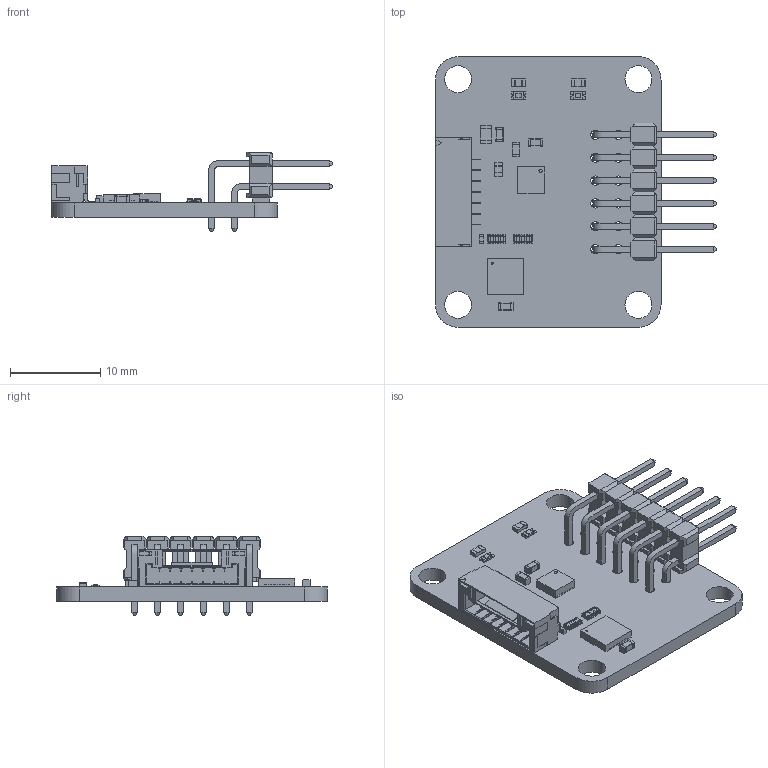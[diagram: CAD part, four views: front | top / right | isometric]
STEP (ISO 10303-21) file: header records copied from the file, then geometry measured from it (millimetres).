
FILE_DESCRIPTION(('FreeCAD Model'),'2;1');
FILE_NAME( 'multi-touch-v2.step', '2019-08-15T14:49:37',('kicad StepUp'),('ksu MCAD'), 'Open CASCADE STEP processor 7.3','FreeCAD','Unknown');
FILE_SCHEMA(('AUTOMOTIVE_DESIGN { 1 0 10303 214 1 1 1 1 }'));
Length unit declared in the file: millimetre
Products named in the file (23): multi-touch-v2; Board_Geoms; Pcb; Open CASCADE STEP translator 7.3 1.1.1.1; Step_Models; Top; RP2_Cut_5B3C999B; P4_Pin_Header_Angled_2x6_5B3C8A06; C2_C_0402_5B3C89BD; C3_C_0805_5B3C89C3; C4_C_0603_5B3C89C9; C5_C_0603_5B3C89CF; C6_C_0603_5C866888; D2_D_0603_blue_5B3C89DB; P1_BrickletConn_7pin_5B3C89E8; R5_R_0603_5B3C8A18; RP1_Cut_5B3C8A24; U2_QFN-24_4x4mm_Pitch0.5mm_5B3C8A44; D1_D_0603_blue_5B3CA318; R1_R_0603_5B3CA31E; C1_C_0603_5C86625E; R2_R_0603_5C86628C; U1_lga16_3x3_p05_5C86DC82
Assembly tree (22 placements, depth 4):
  multi-touch-v2
    Board_Geoms
      Pcb
        Open CASCADE STEP translator 7.3 1.1.1.1
    Step_Models
      Top
        RP2_Cut_5B3C999B
        P4_Pin_Header_Angled_2x6_5B3C8A06
        C2_C_0402_5B3C89BD
        C3_C_0805_5B3C89C3
        C4_C_0603_5B3C89C9
        C5_C_0603_5B3C89CF
        C6_C_0603_5C866888
        D2_D_0603_blue_5B3C89DB
        P1_BrickletConn_7pin_5B3C89E8
        R5_R_0603_5B3C8A18
        RP1_Cut_5B3C8A24
        U2_QFN-24_4x4mm_Pitch0.5mm_5B3C8A44
        D1_D_0603_blue_5B3CA318
        R1_R_0603_5B3CA31E
        C1_C_0603_5C86625E
        R2_R_0603_5C86628C
        U1_lga16_3x3_p05_5C86DC82
Bounding box: 31.15 x 30 x 8.83 mm (x, y, z)
Volume: 1496.5 mm3; surface area: 3184.8 mm2
Topology: 20 solids, 20 shells, 1748 faces, 4889 edges, 3132 vertices
Faces by surface type: plane 1483, cylinder 175, bspline 90
Full cylindrical faces by diameter (mm): 0.35 x1, 1.016 x12, 3 x4
Entity records: 69891 total; most frequent: CARTESIAN_POINT 14882, ORIENTED_EDGE 9814, DIRECTION 7417, EDGE_CURVE 4889, LINE 3355, VECTOR 3355, VERTEX_POINT 3132, AXIS2_PLACEMENT_3D 2031
